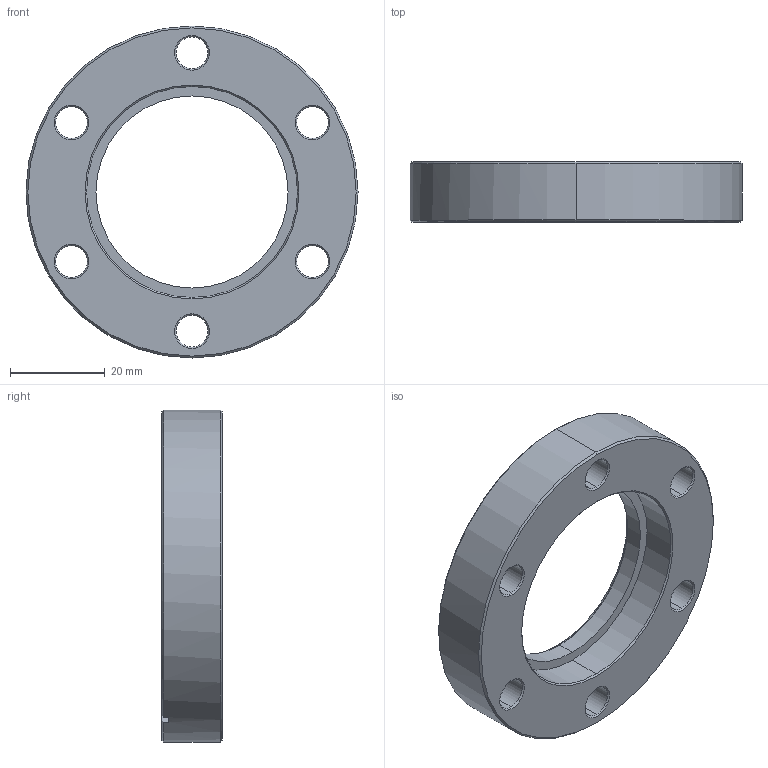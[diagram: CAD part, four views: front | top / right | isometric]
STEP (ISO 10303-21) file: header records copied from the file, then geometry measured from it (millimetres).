
FILE_DESCRIPTION (( 'STEP AP214' ), '1' );
FILE_NAME ('Hositrad_CF35-45-WeldFlange.STEP', '2011-05-23T09:49:14', ( '' ), ( '' ), 'SwSTEP 2.0', 'SolidWorks 2011', '' );
FILE_SCHEMA (( 'AUTOMOTIVE_DESIGN' ));
Length unit declared in the file: millimetre
Products named in the file (1): Hositrad_CF35-45-WeldFlange
Bounding box: 70 x 12.7 x 70 mm (x, y, z)
Volume: 27114.5 mm3; surface area: 10809.3 mm2
Topology: 1 solids, 1 shells, 67 faces, 154 edges, 90 vertices
Faces by surface type: cone 37, cylinder 21, plane 7, torus 2
Entity records: 1956 total; most frequent: DIRECTION 372, CARTESIAN_POINT 324, ORIENTED_EDGE 308, EDGE_CURVE 154, AXIS2_PLACEMENT_3D 154, VERTEX_POINT 90, CIRCLE 86, EDGE_LOOP 82
